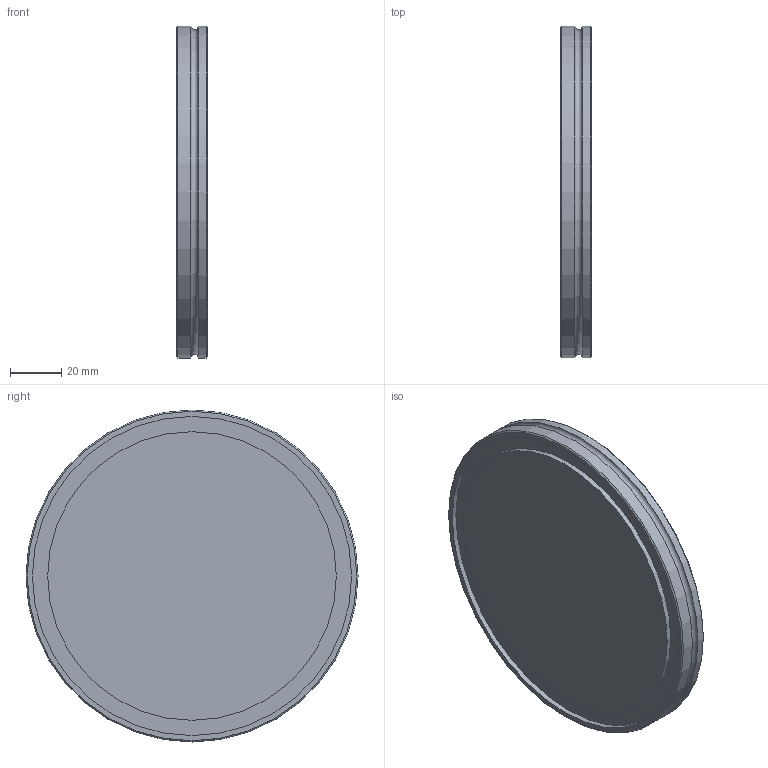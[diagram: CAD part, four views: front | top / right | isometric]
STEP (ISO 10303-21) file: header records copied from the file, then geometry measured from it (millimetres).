
FILE_DESCRIPTION(/* description */ (''),/* implementation_level */ '2;1');
FILE_NAME(/* name */ 'FL-A100LF.stp',/* time_stamp */ '2018-07-12T09:02:18+01:00',/* author */ ('paul'),/* organization */ (''),/* preprocessor_version */ 'ST-DEVELOPER v17',/* originating_system */ 'Autodesk Inventor 2019',/* authorisation */ '');
FILE_SCHEMA (('AUTOMOTIVE_DESIGN { 1 0 10303 214 3 1 1 }'));
Length unit declared in the file: millimetre
Products named in the file (1): FL-A100LF
Bounding box: 12 x 130 x 130 mm (x, y, z)
Volume: 146385.6 mm3; surface area: 36180.4 mm2
Topology: 1 solids, 1 shells, 15 faces, 35 edges, 26 vertices
Faces by surface type: cylinder 6, plane 6, cone 2, torus 1
Full cylindrical faces by diameter (mm): 92.2 x1, 102 x1, 113 x1, 125 x1, 130 x2
Entity records: 499 total; most frequent: DIRECTION 94, CARTESIAN_POINT 77, ORIENTED_EDGE 70, AXIS2_PLACEMENT_3D 43, EDGE_CURVE 35, CIRCLE 27, VERTEX_POINT 26, EDGE_LOOP 19
